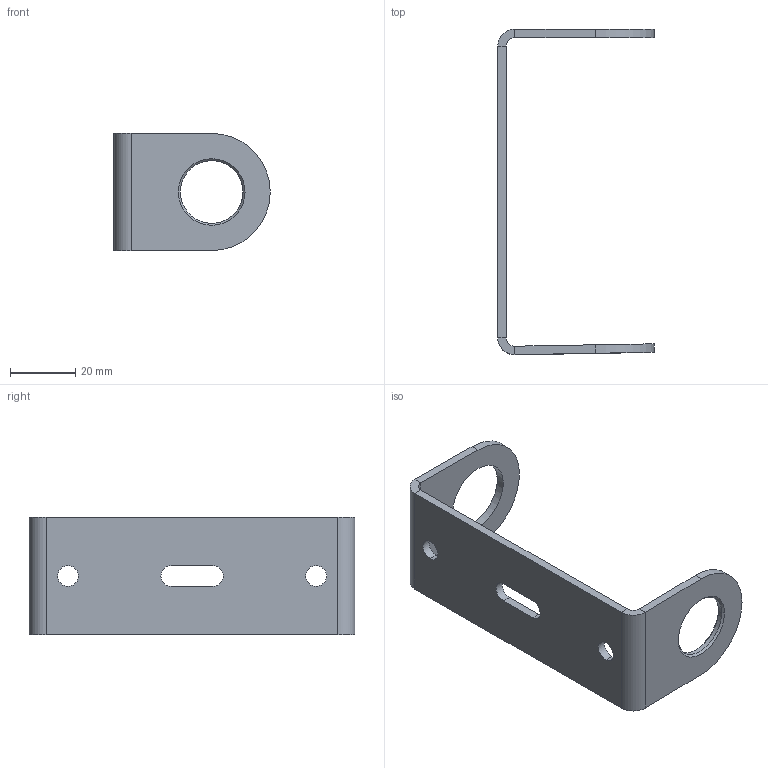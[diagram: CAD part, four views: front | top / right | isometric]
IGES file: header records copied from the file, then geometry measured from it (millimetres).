
Start section:  PTC IGES file: 155380.igs
Global section: file name: 155380.igs; native system: Pro/ENGINEER by Parametric Technology Corporation; preprocessor: 2009141; author: banengservice; organization: Unknown; date: 20110505.113608; units: inch
Bounding box: 48.04 x 99.95 x 36 mm (x, y, z)
Volume: 14594.6 mm3; surface area: 12843 mm2
Topology: 1 solids, 1 shells, 38 faces, 88 edges, 52 vertices
Faces by surface type: revolution 20, bspline 18
